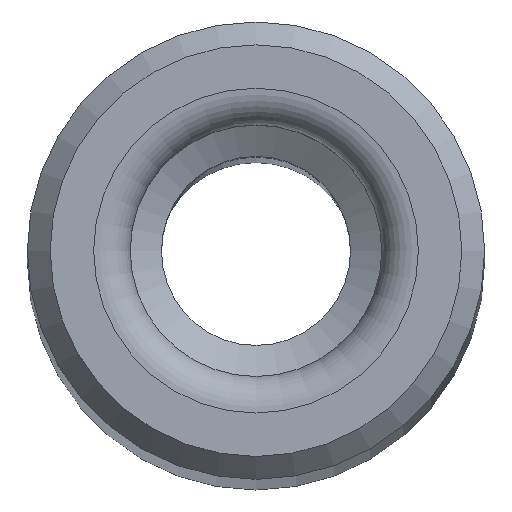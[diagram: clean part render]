
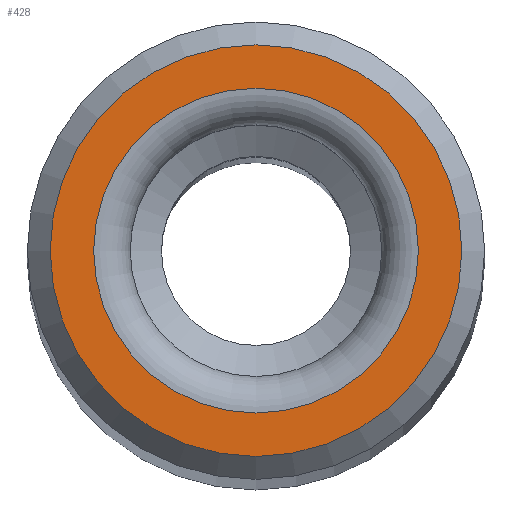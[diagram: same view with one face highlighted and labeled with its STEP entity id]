
A CAD part, top view. The second image highlights one B-rep face of the part: STEP entity #428.
In plain terms, the highlighted planar face has unit normal (0, 0, 1).
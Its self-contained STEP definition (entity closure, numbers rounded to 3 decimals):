
#29=PLANE('',#466);
#180=ORIENTED_EDGE('',*,*,#234,.T.);
#181=ORIENTED_EDGE('',*,*,#235,.F.);
#234=EDGE_CURVE('',#261,#261,#288,.F.);
#235=EDGE_CURVE('',#262,#262,#289,.T.);
#261=VERTEX_POINT('',#639);
#262=VERTEX_POINT('',#641);
#288=CIRCLE('',#467,4.5);
#289=CIRCLE('',#468,3.55);
#315=EDGE_LOOP('',(#180));
#316=EDGE_LOOP('',(#181));
#369=FACE_BOUND('',#315,.T.);
#370=FACE_BOUND('',#316,.T.);
#428=ADVANCED_FACE('',(#369,#370),#29,.F.);
#466=AXIS2_PLACEMENT_3D('',#637,#531,#532);
#467=AXIS2_PLACEMENT_3D('',#638,#533,#534);
#468=AXIS2_PLACEMENT_3D('',#640,#535,#536);
#531=DIRECTION('',(0.,0.,-1.));
#532=DIRECTION('',(-1.,0.,0.));
#533=DIRECTION('',(0.,0.,-1.));
#534=DIRECTION('',(-1.,0.,0.));
#535=DIRECTION('',(0.,0.,1.));
#536=DIRECTION('',(1.,0.,0.));
#637=CARTESIAN_POINT('',(5.,0.,0.));
#638=CARTESIAN_POINT('',(0.,0.,0.));
#639=CARTESIAN_POINT('',(-4.5,0.,0.));
#640=CARTESIAN_POINT('',(0.,0.,0.));
#641=CARTESIAN_POINT('',(3.55,0.,0.));
